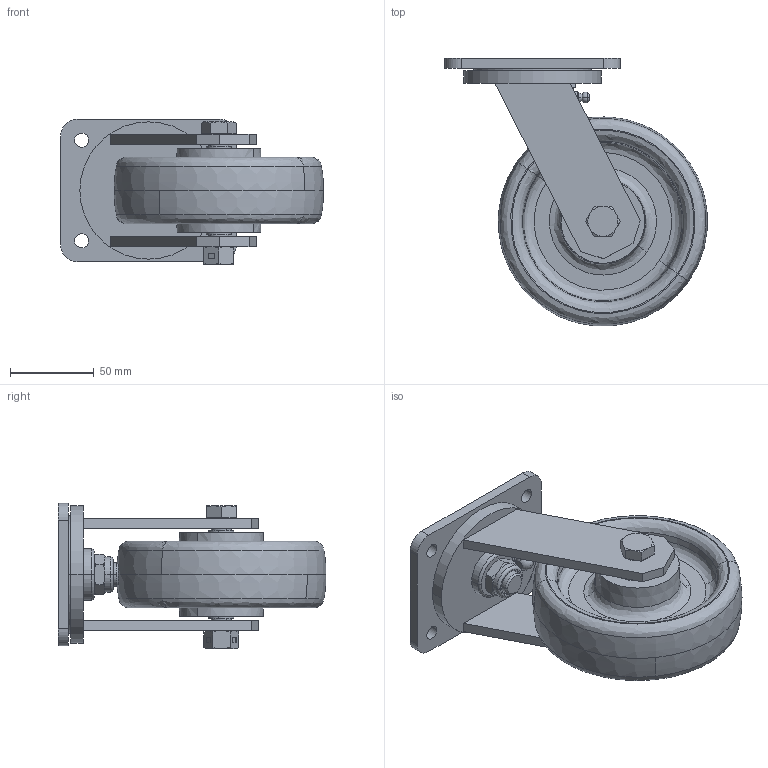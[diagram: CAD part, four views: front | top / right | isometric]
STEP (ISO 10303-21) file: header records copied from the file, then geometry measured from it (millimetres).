
FILE_DESCRIPTION (( 'STEP AP214' ), '1' );
FILE_NAME ('0017952.step', '2020-04-06T07:45:52', ( '' ), ( '' ), 'SwSTEP 2.0', 'SolidWorks 2018', '' );
FILE_SCHEMA (( 'AUTOMOTIVE_DESIGN' ));
Length unit declared in the file: millimetre
Products named in the file (1): 0017952
Bounding box: 156.89 x 159.89 x 86.8 mm (x, y, z)
Volume: 496389.2 mm3; surface area: 129111.4 mm2
Topology: 19 solids, 19 shells, 373 faces, 801 edges, 488 vertices
Faces by surface type: plane 125, cylinder 108, cone 62, torus 54, bspline 20, sphere 4
Entity records: 15913 total; most frequent: CARTESIAN_POINT 3333, DIRECTION 1864, ORIENTED_EDGE 1592, AXIS2_PLACEMENT_3D 796, EDGE_CURVE 796, VERTEX_POINT 485, CIRCLE 442, EDGE_LOOP 439
